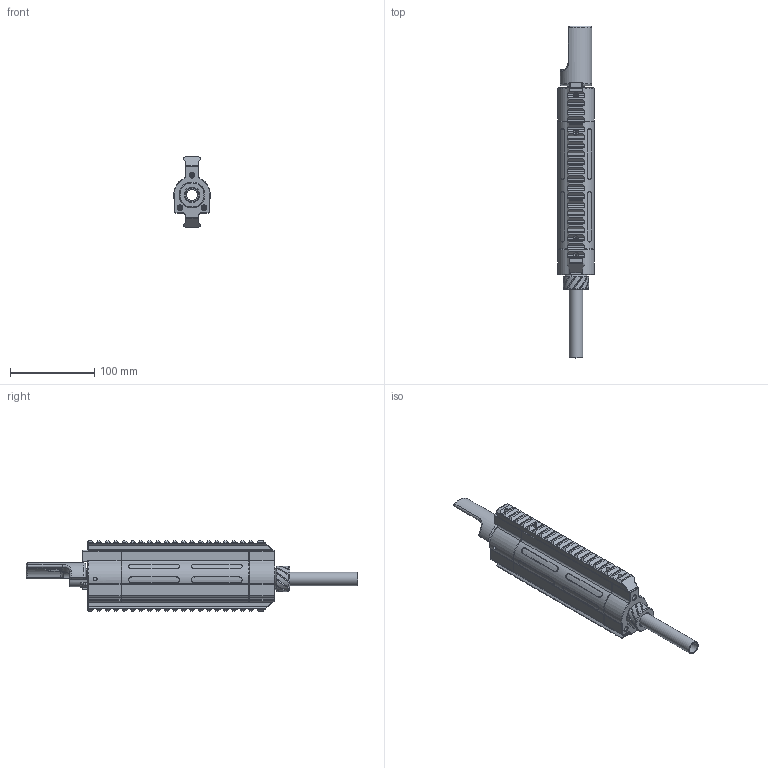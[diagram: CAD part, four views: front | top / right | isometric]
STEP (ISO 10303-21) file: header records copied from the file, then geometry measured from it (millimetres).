
FILE_DESCRIPTION(/* description */ (''),/* implementation_level */ '2;1');
FILE_NAME(/* name */ 'Colonel Wasp 76 mods v50.step',/* time_stamp */ '2023-01-12T19:38:29-05:00',/* author */ (''),/* organization */ (''),/* preprocessor_version */ 'ST-DEVELOPER v19.2',/* originating_system */ 'Autodesk Translation Framework v11.17.0.187',/* authorisation */ '');
FILE_SCHEMA (('AUTOMOTIVE_DESIGN { 1 0 10303 214 3 1 1 }'));
Products named in the file (13): Colonel Wasp 76 mods; 016 o-ring (1); DartGate RequiresShellCutting; DartGate NoShellCutting; 12in Barrel; MuzzleNut; BarrelShroud_Middle_Solid; BarrelShroud_Rail (1); BarrelShroud_Back; BarrelShroud_Rail; BarrelShroud_Muzzle; BarrelShroud_Middle_Ported; 016 o-ring
Assembly tree (12 placements, depth 2):
  Colonel Wasp 76 mods
    016 o-ring (1)
    DartGate RequiresShellCutting
    DartGate NoShellCutting
    12in Barrel
    MuzzleNut
    BarrelShroud_Middle_Solid
    BarrelShroud_Rail (1)
    BarrelShroud_Back
    BarrelShroud_Rail
    BarrelShroud_Muzzle
    BarrelShroud_Middle_Ported
    016 o-ring
Bounding box: 43.5 x 393.4 x 83.8 mm (x, y, z)
Volume: 726197.5 mm3; surface area: 203475.5 mm2
Topology: 12 solids, 12 shells, 1493 faces, 3739 edges, 2247 vertices
Faces by surface type: plane 597, cylinder 352, cone 251, bspline 176, torus 87, sphere 30
Full cylindrical faces by diameter (mm): 2.414 x24, 3 x14, 4.5 x2, 6 x14, 13 x2, 13.386 x1, 14.8 x2, 15.875 x1, 16.6 x5, 16.8 x4, 19.05 x1, 22.86 x1, 23.622 x1, 24.5 x2, 24.632 x1, 25.908 x2, 36 x1
Entity records: 57367 total; most frequent: CARTESIAN_POINT 22195, ORIENTED_EDGE 7406, DIRECTION 7071, EDGE_CURVE 3703, AXIS2_PLACEMENT_3D 2537, VERTEX_POINT 2247, LINE 1997, VECTOR 1997
